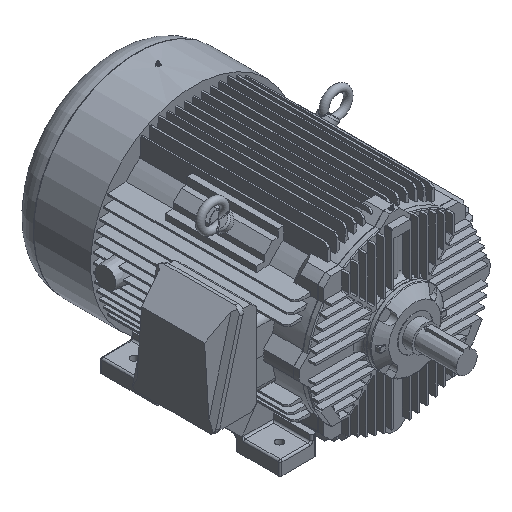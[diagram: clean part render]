
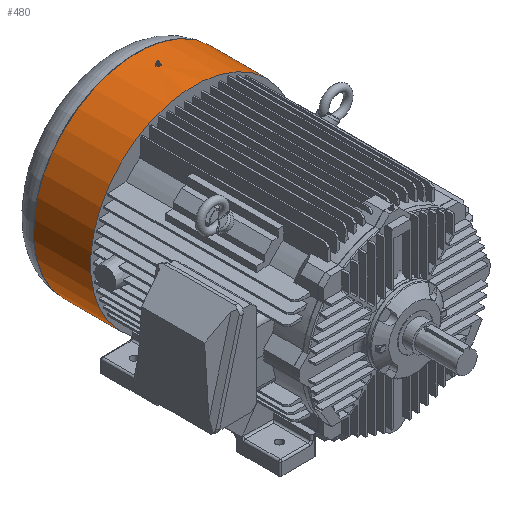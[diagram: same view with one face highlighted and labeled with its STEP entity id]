
A CAD part, isometric view. The second image highlights one B-rep face of the part: STEP entity #480.
In plain terms, the highlighted cylindrical face has radius 298 mm (diameter 596 mm), a partial arc.
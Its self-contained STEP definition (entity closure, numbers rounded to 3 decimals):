
#480 = ADVANCED_FACE( '', ( #2278, #2279 ), #2280, .T. );
#2278 = FACE_OUTER_BOUND( '', #12189, .T. );
#2279 = FACE_BOUND( '', #12190, .T. );
#2280 = CYLINDRICAL_SURFACE( '', #12191, 298. );
#12189 = EDGE_LOOP( '', ( #22331, #22332, #22333, #22334 ) );
#12190 = EDGE_LOOP( '', ( #22335, #22336, #22337, #22338, #22339, #22340, #22341, #22342 ) );
#12191 = AXIS2_PLACEMENT_3D( '', #22343, #22344, #22345 );
#22331 = ORIENTED_EDGE( '', *, *, #31656, .T. );
#22332 = ORIENTED_EDGE( '', *, *, #31657, .T. );
#22333 = ORIENTED_EDGE( '', *, *, #31588, .F. );
#22334 = ORIENTED_EDGE( '', *, *, #31658, .T. );
#22335 = ORIENTED_EDGE( '', *, *, #31659, .T. );
#22336 = ORIENTED_EDGE( '', *, *, #31660, .T. );
#22337 = ORIENTED_EDGE( '', *, *, #31661, .T. );
#22338 = ORIENTED_EDGE( '', *, *, #31662, .T. );
#22339 = ORIENTED_EDGE( '', *, *, #31663, .T. );
#22340 = ORIENTED_EDGE( '', *, *, #31664, .T. );
#22341 = ORIENTED_EDGE( '', *, *, #31665, .T. );
#22342 = ORIENTED_EDGE( '', *, *, #31666, .T. );
#22343 = CARTESIAN_POINT( '', ( 0., 565., 0. ) );
#22344 = DIRECTION( '', ( 0., 1., 0. ) );
#22345 = DIRECTION( '', ( 0., 0., 1. ) );
#31588 = EDGE_CURVE( '', #36021, #36023, #36024, .T. );
#31656 = EDGE_CURVE( '', #36148, #36149, #36150, .T. );
#31657 = EDGE_CURVE( '', #36149, #36023, #36151, .T. );
#31658 = EDGE_CURVE( '', #36021, #36148, #36152, .F. );
#31659 = EDGE_CURVE( '', #36153, #36154, #36155, .F. );
#31660 = EDGE_CURVE( '', #36154, #36156, #36157, .F. );
#31661 = EDGE_CURVE( '', #36156, #36158, #36159, .F. );
#31662 = EDGE_CURVE( '', #36158, #36160, #36161, .F. );
#31663 = EDGE_CURVE( '', #36160, #36162, #36163, .F. );
#31664 = EDGE_CURVE( '', #36162, #36164, #36165, .F. );
#31665 = EDGE_CURVE( '', #36164, #36166, #36167, .T. );
#31666 = EDGE_CURVE( '', #36166, #36153, #36168, .F. );
#36021 = VERTEX_POINT( '', #45377 );
#36023 = VERTEX_POINT( '', #45379 );
#36024 = CIRCLE( '', #45380, 298. );
#36148 = VERTEX_POINT( '', #45754 );
#36149 = VERTEX_POINT( '', #45755 );
#36150 = CIRCLE( '', #45756, 298. );
#36151 = LINE( '', #45757, #45758 );
#36152 = LINE( '', #45759, #45760 );
#36153 = VERTEX_POINT( '', #45761 );
#36154 = VERTEX_POINT( '', #45762 );
#36155 = CIRCLE( '', #45763, 298. );
#36156 = VERTEX_POINT( '', #45764 );
#36157 = ELLIPSE( '', #45765, 596., 298. );
#36158 = VERTEX_POINT( '', #45766 );
#36159 = LINE( '', #45767, #45768 );
#36160 = VERTEX_POINT( '', #45769 );
#36161 = ELLIPSE( '', #45770, 596., 298. );
#36162 = VERTEX_POINT( '', #45771 );
#36163 = CIRCLE( '', #45772, 298. );
#36164 = VERTEX_POINT( '', #45773 );
#36165 = ELLIPSE( '', #45774, 596., 298. );
#36166 = VERTEX_POINT( '', #45775 );
#36167 = LINE( '', #45776, #45777 );
#36168 = ELLIPSE( '', #45778, 596., 298. );
#45377 = CARTESIAN_POINT( '', ( 131.952, 570., -267.194 ) );
#45379 = CARTESIAN_POINT( '', ( -131.952, 570., -267.194 ) );
#45380 = AXIS2_PLACEMENT_3D( '', #59225, #59226, #59227 );
#45754 = CARTESIAN_POINT( '', ( 131.952, 735.12, -267.194 ) );
#45755 = CARTESIAN_POINT( '', ( -131.952, 735.12, -267.194 ) );
#45756 = AXIS2_PLACEMENT_3D( '', #59308, #59309, #59310 );
#45757 = CARTESIAN_POINT( '', ( -131.952, 1015.371, -267.194 ) );
#45758 = VECTOR( '', #59311, 1000. );
#45759 = CARTESIAN_POINT( '', ( 131.952, 1015.371, -267.194 ) );
#45760 = VECTOR( '', #59312, 1000. );
#45761 = CARTESIAN_POINT( '', ( 3.175, 667.5, 297.983 ) );
#45762 = CARTESIAN_POINT( '', ( -3.175, 667.5, 297.983 ) );
#45763 = AXIS2_PLACEMENT_3D( '', #59313, #59314, #59315 );
#45764 = CARTESIAN_POINT( '', ( -4.493, 669.782, 297.966 ) );
#45765 = AXIS2_PLACEMENT_3D( '', #59316, #59317, #59318 );
#45766 = CARTESIAN_POINT( '', ( -4.493, 676.218, 297.966 ) );
#45767 = CARTESIAN_POINT( '', ( -4.493, 565., 297.966 ) );
#45768 = VECTOR( '', #59319, 1000. );
#45769 = CARTESIAN_POINT( '', ( -3.175, 678.5, 297.983 ) );
#45770 = AXIS2_PLACEMENT_3D( '', #59320, #59321, #59322 );
#45771 = CARTESIAN_POINT( '', ( 3.175, 678.5, 297.983 ) );
#45772 = AXIS2_PLACEMENT_3D( '', #59323, #59324, #59325 );
#45773 = CARTESIAN_POINT( '', ( 4.493, 676.218, 297.966 ) );
#45774 = AXIS2_PLACEMENT_3D( '', #59326, #59327, #59328 );
#45775 = CARTESIAN_POINT( '', ( 4.493, 669.782, 297.966 ) );
#45776 = CARTESIAN_POINT( '', ( 4.493, 565., 297.966 ) );
#45777 = VECTOR( '', #59329, 1000. );
#45778 = AXIS2_PLACEMENT_3D( '', #59330, #59331, #59332 );
#59225 = CARTESIAN_POINT( '', ( 0., 570., 0. ) );
#59226 = DIRECTION( '', ( 0., -1., 0. ) );
#59227 = DIRECTION( '', ( 0., 0., 1. ) );
#59308 = CARTESIAN_POINT( '', ( 0., 735.12, 0. ) );
#59309 = DIRECTION( '', ( 0., -1., 0. ) );
#59310 = DIRECTION( '', ( 0., 0., 1. ) );
#59311 = DIRECTION( '', ( 0., -1., 0. ) );
#59312 = DIRECTION( '', ( 0., -1., 0. ) );
#59313 = CARTESIAN_POINT( '', ( 0., 667.5, 0. ) );
#59314 = DIRECTION( '', ( 0., 1., 0. ) );
#59315 = DIRECTION( '', ( -1., 0., 0. ) );
#59316 = CARTESIAN_POINT( '', ( 0., 662., 0. ) );
#59317 = DIRECTION( '', ( 0.866, 0.5, 0. ) );
#59318 = DIRECTION( '', ( 0.5, -0.866, 0. ) );
#59319 = DIRECTION( '', ( 0., -1., 0. ) );
#59320 = CARTESIAN_POINT( '', ( 0., 684., 0. ) );
#59321 = DIRECTION( '', ( 0.866, -0.5, 0. ) );
#59322 = DIRECTION( '', ( -0.5, -0.866, 0. ) );
#59323 = CARTESIAN_POINT( '', ( 0., 678.5, 0. ) );
#59324 = DIRECTION( '', ( 0., -1., 0. ) );
#59325 = DIRECTION( '', ( 1., 0., 0. ) );
#59326 = CARTESIAN_POINT( '', ( 0., 684., 0. ) );
#59327 = DIRECTION( '', ( -0.866, -0.5, 0. ) );
#59328 = DIRECTION( '', ( 0.5, -0.866, 0. ) );
#59329 = DIRECTION( '', ( 0., -1., 0. ) );
#59330 = CARTESIAN_POINT( '', ( 0., 662., 0. ) );
#59331 = DIRECTION( '', ( -0.866, 0.5, 0. ) );
#59332 = DIRECTION( '', ( -0.5, -0.866, 0. ) );
